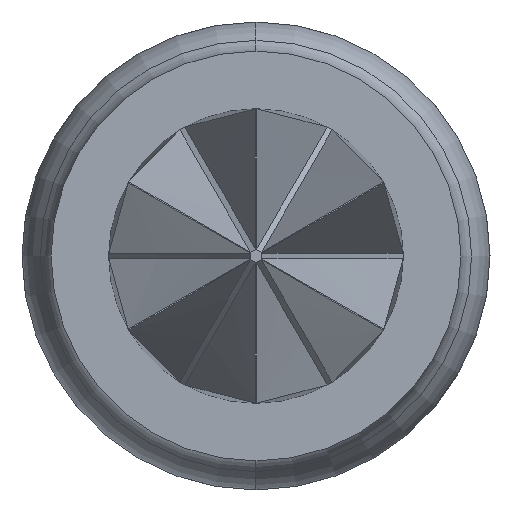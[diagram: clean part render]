
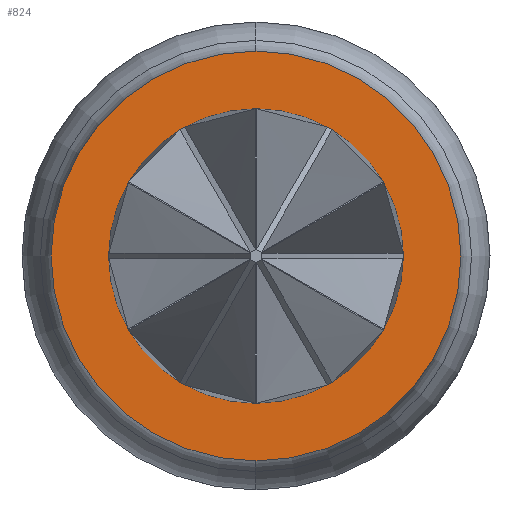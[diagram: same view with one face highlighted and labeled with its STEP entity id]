
A CAD part, left-side view. The second image highlights one B-rep face of the part: STEP entity #824.
In plain terms, the highlighted planar face has unit normal (-1, 0, 0).
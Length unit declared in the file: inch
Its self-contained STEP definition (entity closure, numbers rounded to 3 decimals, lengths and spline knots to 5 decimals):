
#21 = AXIS2_PLACEMENT_3D ( 'NONE', #799, #812, #919 ) ;
#99 = DIRECTION ( 'NONE',  ( 0., 0., -1. ) ) ;
#132 = CIRCLE ( 'NONE', #1027, 0.0176 ) ;
#357 = EDGE_CURVE ( 'NONE', #1251, #910, #132, .T. ) ;
#388 = CARTESIAN_POINT ( 'NONE',  ( 0., 0., -0.01265 ) ) ;
#571 = VERTEX_POINT ( 'NONE', #388 ) ;
#764 = AXIS2_PLACEMENT_3D ( 'NONE', #1531, #2017, #99 ) ;
#799 = CARTESIAN_POINT ( 'NONE',  ( 0., 0., 0. ) ) ;
#812 = DIRECTION ( 'NONE',  ( 1., 0., 0. ) ) ;
#824 = ADVANCED_FACE ( 'NONE', ( #1050, #1838 ), #1565, .T. ) ;
#831 = DIRECTION ( 'NONE',  ( 1., 0., 0. ) ) ;
#848 = AXIS2_PLACEMENT_3D ( 'NONE', #1718, #1725, #1731 ) ;
#898 = CARTESIAN_POINT ( 'NONE',  ( 0., 0., 0. ) ) ;
#910 = VERTEX_POINT ( 'NONE', #1398 ) ;
#913 = DIRECTION ( 'NONE',  ( 1., 0., 0. ) ) ;
#919 = DIRECTION ( 'NONE',  ( 0., 0., 1. ) ) ;
#960 = DIRECTION ( 'NONE',  ( 0., 0., 1. ) ) ;
#966 = CIRCLE ( 'NONE', #21, 0.01265 ) ;
#1027 = AXIS2_PLACEMENT_3D ( 'NONE', #1778, #831, #1934 ) ;
#1050 = FACE_BOUND ( 'NONE', #1959, .T. ) ;
#1129 = EDGE_CURVE ( 'NONE', #571, #1489, #966, .T. ) ;
#1251 = VERTEX_POINT ( 'NONE', #1281 ) ;
#1281 = CARTESIAN_POINT ( 'NONE',  ( 0., 0., -0.0176 ) ) ;
#1359 = EDGE_CURVE ( 'NONE', #1489, #571, #1684, .T. ) ;
#1398 = CARTESIAN_POINT ( 'NONE',  ( 0., 0., 0.0176 ) ) ;
#1428 = CIRCLE ( 'NONE', #764, 0.0176 ) ;
#1489 = VERTEX_POINT ( 'NONE', #1599 ) ;
#1531 = CARTESIAN_POINT ( 'NONE',  ( 0., 0., 0. ) ) ;
#1544 = ORIENTED_EDGE ( 'NONE', *, *, #357, .F. ) ;
#1551 = ORIENTED_EDGE ( 'NONE', *, *, #1359, .T. ) ;
#1557 = AXIS2_PLACEMENT_3D ( 'NONE', #898, #913, #960 ) ;
#1565 = PLANE ( 'NONE',  #848 ) ;
#1599 = CARTESIAN_POINT ( 'NONE',  ( 0., 0., 0.01265 ) ) ;
#1684 = CIRCLE ( 'NONE', #1557, 0.01265 ) ;
#1703 = EDGE_LOOP ( 'NONE', ( #1544, #1809 ) ) ;
#1718 = CARTESIAN_POINT ( 'NONE',  ( 0., 0.0165, 0. ) ) ;
#1725 = DIRECTION ( 'NONE',  ( -1., 0., 0. ) ) ;
#1731 = DIRECTION ( 'NONE',  ( 0., 0., 1. ) ) ;
#1738 = ORIENTED_EDGE ( 'NONE', *, *, #1129, .T. ) ;
#1778 = CARTESIAN_POINT ( 'NONE',  ( 0., 0., 0. ) ) ;
#1809 = ORIENTED_EDGE ( 'NONE', *, *, #1943, .F. ) ;
#1838 = FACE_OUTER_BOUND ( 'NONE', #1703, .T. ) ;
#1934 = DIRECTION ( 'NONE',  ( 0., 0., -1. ) ) ;
#1943 = EDGE_CURVE ( 'NONE', #910, #1251, #1428, .T. ) ;
#1959 = EDGE_LOOP ( 'NONE', ( #1551, #1738 ) ) ;
#2017 = DIRECTION ( 'NONE',  ( 1., 0., 0. ) ) ;
